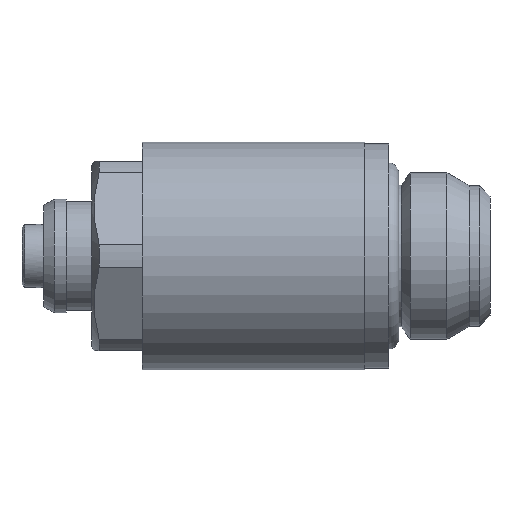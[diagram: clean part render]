
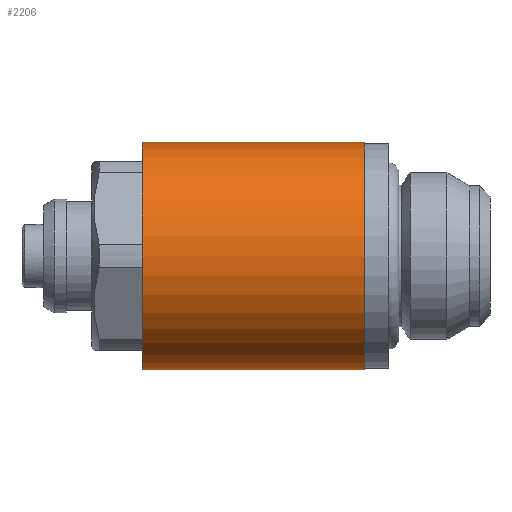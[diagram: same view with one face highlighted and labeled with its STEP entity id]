
A CAD part, left-side view. The second image highlights one B-rep face of the part: STEP entity #2206.
In plain terms, the highlighted cylindrical face has radius 9 mm (diameter 18 mm), a partial arc.
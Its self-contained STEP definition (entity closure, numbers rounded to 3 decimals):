
#215=CARTESIAN_POINT('',(-0.,19.4,9.));
#216=VERTEX_POINT('',#215);
#217=CARTESIAN_POINT('',(-0.,1.8,9.));
#218=VERTEX_POINT('',#217);
#219=CARTESIAN_POINT('',(-0.,19.4,9.));
#220=DIRECTION('',(-0.,-1.,-0.));
#221=VECTOR('',#220,17.6);
#222=LINE('',#219,#221);
#223=EDGE_CURVE('',#216,#218,#222,.T.);
#225=CARTESIAN_POINT('',(-0.,1.8,-9.));
#226=VERTEX_POINT('',#225);
#234=CARTESIAN_POINT('',(-0.,19.4,-9.));
#235=VERTEX_POINT('',#234);
#236=CARTESIAN_POINT('',(0.,19.4,-9.));
#237=DIRECTION('',(0.,-1.,0.));
#238=VECTOR('',#237,17.6);
#239=LINE('',#236,#238);
#240=EDGE_CURVE('',#235,#226,#239,.T.);
#1628=CARTESIAN_POINT('',(0.,19.4,0.));
#1629=DIRECTION('',(-0.,-1.,-0.));
#1630=DIRECTION('',(0.,0.,-1.));
#1631=AXIS2_PLACEMENT_3D('',#1628,#1629,#1630);
#1632=CIRCLE('',#1631,9.);
#1633=EDGE_CURVE('',#216,#235,#1632,.T.);
#1717=CARTESIAN_POINT('',(0.,1.8,0.));
#1718=DIRECTION('',(0.,-1.,0.));
#1719=DIRECTION('',(0.,0.,-1.));
#1720=AXIS2_PLACEMENT_3D('',#1717,#1718,#1719);
#1721=CIRCLE('',#1720,9.);
#1722=EDGE_CURVE('',#218,#226,#1721,.T.);
#2195=CARTESIAN_POINT('',(0.,-8.1,0.));
#2196=DIRECTION('',(0.,1.,0.));
#2197=DIRECTION('',(0.,0.,-1.));
#2198=AXIS2_PLACEMENT_3D('',#2195,#2196,#2197);
#2199=CYLINDRICAL_SURFACE('',#2198,9.);
#2200=ORIENTED_EDGE('',*,*,#223,.F.);
#2201=ORIENTED_EDGE('',*,*,#1633,.T.);
#2202=ORIENTED_EDGE('',*,*,#240,.T.);
#2203=ORIENTED_EDGE('',*,*,#1722,.F.);
#2204=EDGE_LOOP('',(#2200,#2201,#2202,#2203));
#2205=FACE_BOUND('',#2204,.T.);
#2206=ADVANCED_FACE('',(#2205),#2199,.T.);
